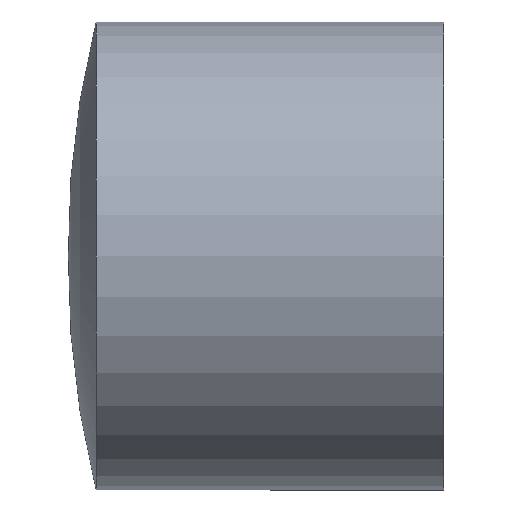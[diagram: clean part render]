
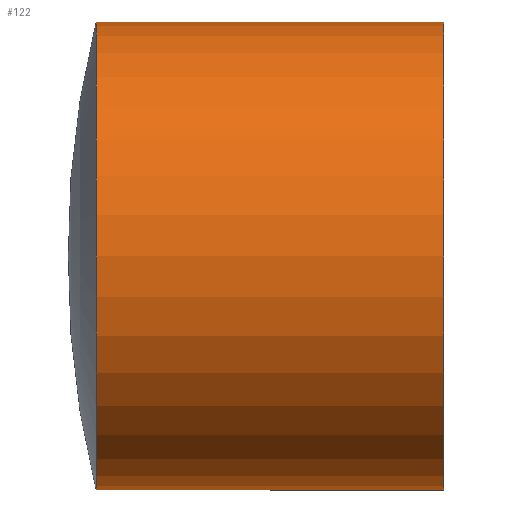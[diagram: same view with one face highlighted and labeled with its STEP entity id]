
A CAD part, left-side view. The second image highlights one B-rep face of the part: STEP entity #122.
In plain terms, the highlighted cylindrical face has radius 62.5 mm (diameter 125 mm), a partial arc.
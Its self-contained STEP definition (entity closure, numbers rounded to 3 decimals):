
#19 = DIRECTION ( 'NONE',  ( 0., -1., 0. ) ) ;
#25 = DIRECTION ( 'NONE',  ( 0., 0., -1. ) ) ;
#27 = ORIENTED_EDGE ( 'NONE', *, *, #289, .F. ) ;
#29 = DIRECTION ( 'NONE',  ( 0., -1., 0. ) ) ;
#33 = CARTESIAN_POINT ( 'NONE',  ( 0., 0., 0. ) ) ;
#34 = CYLINDRICAL_SURFACE ( 'NONE', #198, 62.5 ) ;
#35 = FACE_OUTER_BOUND ( 'NONE', #195, .T. ) ;
#43 = CARTESIAN_POINT ( 'NONE',  ( 0., 92.854, 62.5 ) ) ;
#45 = CARTESIAN_POINT ( 'NONE',  ( 0., 0., 62.5 ) ) ;
#56 = EDGE_CURVE ( 'NONE', #108, #189, #286, .T. ) ;
#70 = DIRECTION ( 'NONE',  ( 0., 0., -1. ) ) ;
#74 = DIRECTION ( 'NONE',  ( 0., -1., 0. ) ) ;
#77 = CARTESIAN_POINT ( 'NONE',  ( 0., 92.854, 0. ) ) ;
#88 = CIRCLE ( 'NONE', #139, 62.5 ) ;
#93 = DIRECTION ( 'NONE',  ( 0., -1., 0. ) ) ;
#96 = CARTESIAN_POINT ( 'NONE',  ( 0., 0., -62.5 ) ) ;
#102 = LINE ( 'NONE', #181, #301 ) ;
#106 = VERTEX_POINT ( 'NONE', #45 ) ;
#108 = VERTEX_POINT ( 'NONE', #43 ) ;
#122 = ADVANCED_FACE ( 'NONE', ( #35 ), #34, .T. ) ;
#138 = ORIENTED_EDGE ( 'NONE', *, *, #56, .T. ) ;
#139 = AXIS2_PLACEMENT_3D ( 'NONE', #293, #93, #202 ) ;
#158 = LINE ( 'NONE', #246, #290 ) ;
#168 = ORIENTED_EDGE ( 'NONE', *, *, #306, .T. ) ;
#169 = AXIS2_PLACEMENT_3D ( 'NONE', #77, #74, #70 ) ;
#170 = ORIENTED_EDGE ( 'NONE', *, *, #187, .F. ) ;
#181 = CARTESIAN_POINT ( 'NONE',  ( 0., 0., 62.5 ) ) ;
#182 = VERTEX_POINT ( 'NONE', #96 ) ;
#187 = EDGE_CURVE ( 'NONE', #106, #182, #88, .T. ) ;
#189 = VERTEX_POINT ( 'NONE', #274 ) ;
#195 = EDGE_LOOP ( 'NONE', ( #27, #138, #168, #170 ) ) ;
#198 = AXIS2_PLACEMENT_3D ( 'NONE', #33, #29, #25 ) ;
#202 = DIRECTION ( 'NONE',  ( 0., 0., -1. ) ) ;
#246 = CARTESIAN_POINT ( 'NONE',  ( 0., 0., -62.5 ) ) ;
#261 = DIRECTION ( 'NONE',  ( 0., -1., 0. ) ) ;
#274 = CARTESIAN_POINT ( 'NONE',  ( 0., 92.854, -62.5 ) ) ;
#286 = CIRCLE ( 'NONE', #169, 62.5 ) ;
#289 = EDGE_CURVE ( 'NONE', #108, #106, #102, .T. ) ;
#290 = VECTOR ( 'NONE', #19, 1000. ) ;
#293 = CARTESIAN_POINT ( 'NONE',  ( 0., 0., 0. ) ) ;
#301 = VECTOR ( 'NONE', #261, 1000. ) ;
#306 = EDGE_CURVE ( 'NONE', #189, #182, #158, .T. ) ;
